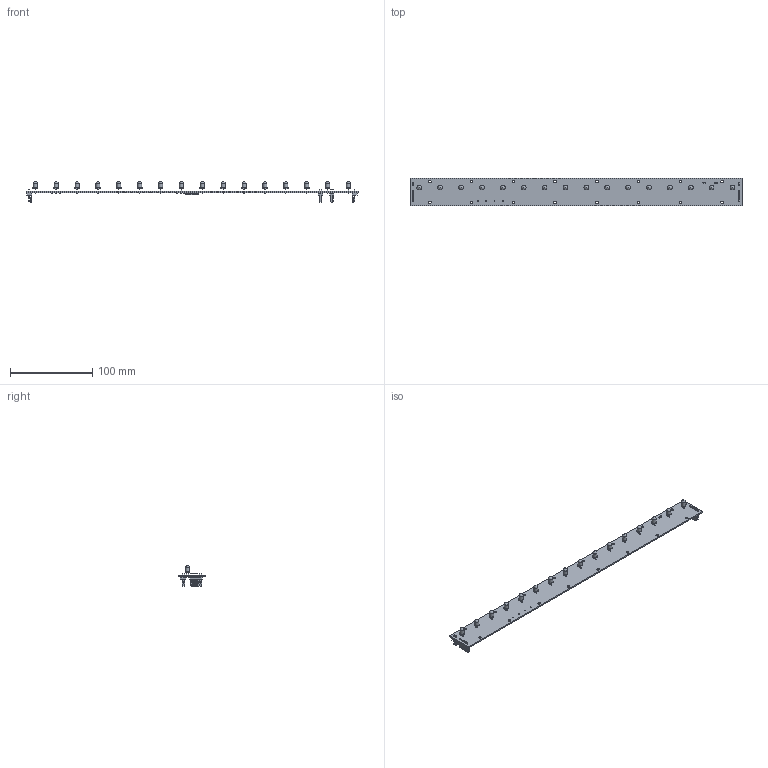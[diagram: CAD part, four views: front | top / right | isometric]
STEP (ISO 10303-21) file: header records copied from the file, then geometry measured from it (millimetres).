
FILE_DESCRIPTION(('KiCad electronic assembly'),'2;1');
FILE_NAME('led_breakout-3D.step','2022-08-13T15:25:45',('Pcbnew'),( 'Kicad'),'Open CASCADE STEP processor 7.5','KiCad to STEP converter' ,'Unknown');
FILE_SCHEMA(('AUTOMOTIVE_DESIGN { 1 0 10303 214 1 1 1 1 }'));
Length unit declared in the file: millimetre
Products named in the file (16): led_breakout-3D 1; LED_D5.0mm; SOLID; Molex_KK-254_AE-6410-06A_1x06_P2.54mm_Vertical; C_0805_2012Metric; R_0805_2012Metric; SOIC-24W_7.5x15.4mm_P1.27mm; Molex_KK-254_AE-6410-02A_1x02_P2.54mm_Vertical; LED_0805_2012Metric; tmpl_yuaxmx PCB
Assembly tree (38 placements, depth 3):
  led_breakout-3D 1
    LED_D5.0mm  x16
      SOLID
    Molex_KK-254_AE-6410-06A_1x06_P2.54mm_Vertical  x2
      SOLID
    C_0805_2012Metric  x2
      SOLID
    R_0805_2012Metric  x3
      SOLID
    SOIC-24W_7.5x15.4mm_P1.27mm
      SOLID
    Molex_KK-254_AE-6410-02A_1x02_P2.54mm_Vertical  x4
      SOLID
    LED_0805_2012Metric  x2
      SOLID
    tmpl_yuaxmx PCB
Bounding box: 403.86 x 33.02 x 25 mm (x, y, z)
Volume: 25093.9 mm3; surface area: 34374.3 mm2
Topology: 31 solids, 31 shells, 1562 faces, 3939 edges, 2518 vertices
Faces by surface type: bspline 1484, cylinder 72, plane 6
Full cylindrical faces by diameter (mm): 0.9 x32, 1 x4, 1.19 x20, 3.2 x16
Entity records: 54305 total; most frequent: CARTESIAN_POINT 18526, B_SPLINE_CURVE_WITH_KNOTS 5316, ORIENTED_EDGE 4344, PCURVE 4344, DEFINITIONAL_REPRESENTATION 4344, EDGE_CURVE 2172, SURFACE_CURVE 2097, VERTEX_POINT 1383
